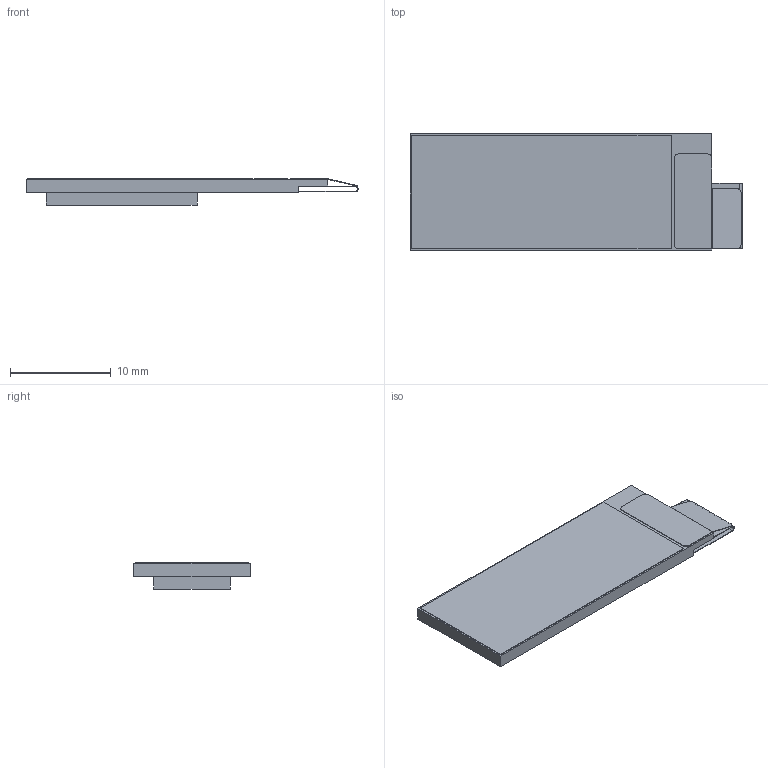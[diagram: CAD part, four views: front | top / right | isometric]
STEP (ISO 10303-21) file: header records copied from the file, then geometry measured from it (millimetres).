
FILE_DESCRIPTION(('FreeCAD Model'),'2;1');
FILE_NAME('OLED_128x32_v3_cp.step','2020-03-03T13:21:09',( 'kicad StepUp'),('ksu MCAD'),'Open CASCADE STEP processor 7.3', 'FreeCAD','Unknown');
FILE_SCHEMA(('AUTOMOTIVE_DESIGN { 1 0 10303 214 1 1 1 1 }'));
Length unit declared in the file: millimetre
Products named in the file (1): OLED_128x32_v3_cp
Bounding box: 33 x 11.6 x 2.61 mm (x, y, z)
Volume: 598.4 mm3; surface area: 1246.5 mm2
Topology: 2 solids, 2 shells, 48 faces, 125 edges, 82 vertices
Faces by surface type: plane 37, cylinder 11
Entity records: 1810 total; most frequent: CARTESIAN_POINT 256, ORIENTED_EDGE 250, DIRECTION 245, EDGE_CURVE 125, LINE 103, VECTOR 103, VERTEX_POINT 82, AXIS2_PLACEMENT_3D 71
